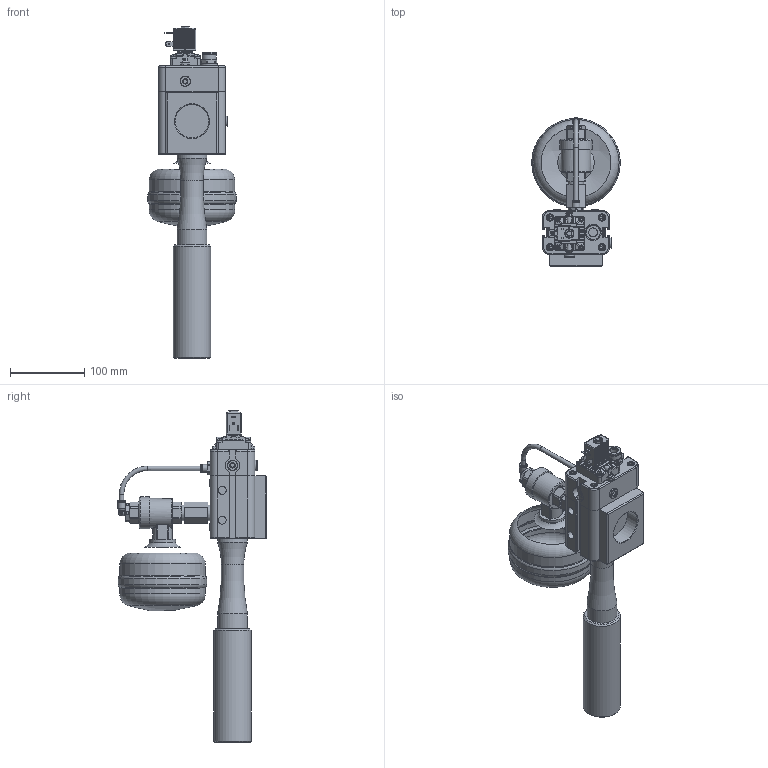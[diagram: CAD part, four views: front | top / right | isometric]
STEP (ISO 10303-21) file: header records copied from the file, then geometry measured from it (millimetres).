
FILE_DESCRIPTION(/* description */ (''),/* implementation_level */ '2;1');
FILE_NAME(/* name */ 'evkz60aer05s.stp',/* time_stamp */ '2022-07-15T08:25:59+02:00',/* author */ ('enginyeria'),/* organization */ (''),/* preprocessor_version */ 'ST-DEVELOPER v17.2',/* originating_system */ 'Autodesk Inventor 2019',/* authorisation */ '');
FILE_SCHEMA (('AUTOMOTIVE_DESIGN { 1 0 10303 214 3 1 1 }'));
Length unit declared in the file: millimetre
Products named in the file (1): Pieza6
Bounding box: 119 x 199.88 x 446 mm (x, y, z)
Volume: 1933464.1 mm3; surface area: 215363.3 mm2
Topology: 4 solids, 31 shells, 2439 faces, 6589 edges, 4294 vertices
Faces by surface type: plane 1208, cylinder 811, cone 218, torus 110, bspline 81, sphere 11
Full cylindrical faces by diameter (mm): 1.1 x1, 1.3 x2, 1.4 x1, 1.65 x3, 1.8 x3, 2 x3, 2.4 x3, 2.5 x4, 2.7 x1, 2.75 x1, 3 x6, 3.2 x1, 3.5 x1, 3.9 x4, 4 x4, 4.134 x4, 4.3 x4, 4.8 x1, 4.9 x4, 5 x9, 5.5 x8, 6 x7, 6.2 x1, 6.3 x4, 6.5 x1, 7 x7, 7.1 x2, 7.2 x2, 7.4 x1, 8 x3
Entity records: 84094 total; most frequent: CARTESIAN_POINT 22411, ORIENTED_EDGE 13116, DIRECTION 12958, EDGE_CURVE 6558, AXIS2_PLACEMENT_3D 4755, VERTEX_POINT 4298, LINE 3448, VECTOR 3448
